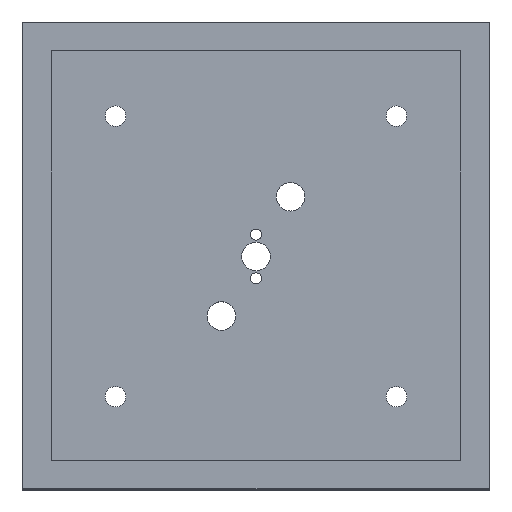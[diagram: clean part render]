
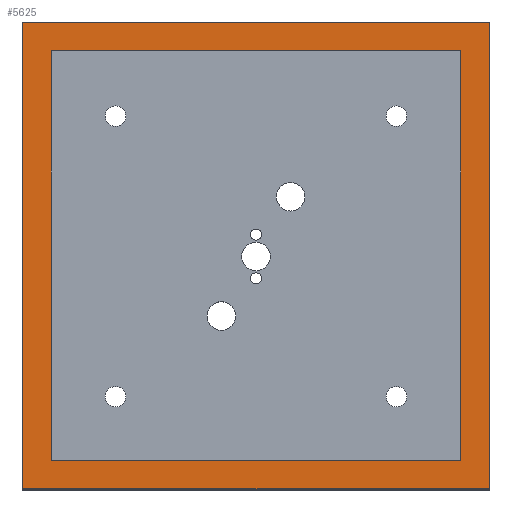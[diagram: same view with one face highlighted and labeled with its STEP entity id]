
A CAD part, top view. The second image highlights one B-rep face of the part: STEP entity #5625.
In plain terms, the highlighted planar face has unit normal (0, 0, 1).
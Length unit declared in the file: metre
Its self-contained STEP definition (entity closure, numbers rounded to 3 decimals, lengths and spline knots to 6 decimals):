
#359 = VERTEX_POINT ( 'NONE', #3051 ) ;
#446 = ORIENTED_EDGE ( 'NONE', *, *, #7106, .F. ) ;
#471 = EDGE_LOOP ( 'NONE', ( #3776, #7025, #1358, #4461 ) ) ;
#553 = ORIENTED_EDGE ( 'NONE', *, *, #1739, .F. ) ;
#660 = LINE ( 'NONE', #2867, #3288 ) ;
#754 = PLANE ( 'NONE',  #1812 ) ;
#820 = DIRECTION ( 'NONE',  ( 1., 0., 0. ) ) ;
#826 = CARTESIAN_POINT ( 'NONE',  ( 1.313315, 1.312, 2.997 ) ) ;
#955 = VECTOR ( 'NONE', #4848, 1. ) ;
#1188 = ORIENTED_EDGE ( 'NONE', *, *, #5684, .F. ) ;
#1309 = CARTESIAN_POINT ( 'NONE',  ( -1.313315, 1.312, 2.997 ) ) ;
#1358 = ORIENTED_EDGE ( 'NONE', *, *, #2342, .T. ) ;
#1509 = EDGE_CURVE ( 'NONE', #6700, #4346, #2506, .T. ) ;
#1556 = VECTOR ( 'NONE', #4410, 1. ) ;
#1739 = EDGE_CURVE ( 'NONE', #359, #6322, #660, .T. ) ;
#1796 = DIRECTION ( 'NONE',  ( 1., 0., 0. ) ) ;
#1812 = AXIS2_PLACEMENT_3D ( 'NONE', #4589, #5317, #1796 ) ;
#1882 = VECTOR ( 'NONE', #3549, 1. ) ;
#2097 = VECTOR ( 'NONE', #820, 1. ) ;
#2342 = EDGE_CURVE ( 'NONE', #4346, #6637, #7107, .T. ) ;
#2388 = CARTESIAN_POINT ( 'NONE',  ( -1.4985, 1.497, 2.997 ) ) ;
#2506 = LINE ( 'NONE', #6437, #955 ) ;
#2575 = VECTOR ( 'NONE', #5358, 1. ) ;
#2632 = VERTEX_POINT ( 'NONE', #3775 ) ;
#2665 = CARTESIAN_POINT ( 'NONE',  ( -1.313315, -1.312, 2.997 ) ) ;
#2766 = LINE ( 'NONE', #6215, #3523 ) ;
#2813 = EDGE_LOOP ( 'NONE', ( #1188, #4508, #553, #446 ) ) ;
#2867 = CARTESIAN_POINT ( 'NONE',  ( -1.313315, 1.312, 2.997 ) ) ;
#2963 = FACE_BOUND ( 'NONE', #2813, .T. ) ;
#3001 = FACE_OUTER_BOUND ( 'NONE', #471, .T. ) ;
#3051 = CARTESIAN_POINT ( 'NONE',  ( -1.313315, 1.312, 2.997 ) ) ;
#3288 = VECTOR ( 'NONE', #5115, 1. ) ;
#3360 = DIRECTION ( 'NONE',  ( 0., 1., 0. ) ) ;
#3523 = VECTOR ( 'NONE', #3360, 1. ) ;
#3549 = DIRECTION ( 'NONE',  ( -1., 0., 0. ) ) ;
#3676 = LINE ( 'NONE', #6053, #4855 ) ;
#3748 = EDGE_CURVE ( 'NONE', #6637, #2632, #6344, .T. ) ;
#3775 = CARTESIAN_POINT ( 'NONE',  ( 1.4985, -1.497, 2.997 ) ) ;
#3776 = ORIENTED_EDGE ( 'NONE', *, *, #4249, .T. ) ;
#3832 = CARTESIAN_POINT ( 'NONE',  ( 1.4985, 1.497, 2.997 ) ) ;
#4230 = DIRECTION ( 'NONE',  ( 0., 1., 0. ) ) ;
#4249 = EDGE_CURVE ( 'NONE', #2632, #6700, #2766, .T. ) ;
#4346 = VERTEX_POINT ( 'NONE', #2388 ) ;
#4410 = DIRECTION ( 'NONE',  ( 0., -1., 0. ) ) ;
#4461 = ORIENTED_EDGE ( 'NONE', *, *, #3748, .T. ) ;
#4508 = ORIENTED_EDGE ( 'NONE', *, *, #6939, .F. ) ;
#4589 = CARTESIAN_POINT ( 'NONE',  ( 0., 0., 2.997 ) ) ;
#4751 = CARTESIAN_POINT ( 'NONE',  ( -1.4985, -1.497, 2.997 ) ) ;
#4848 = DIRECTION ( 'NONE',  ( -1., 0., 0. ) ) ;
#4855 = VECTOR ( 'NONE', #4230, 1. ) ;
#5085 = CARTESIAN_POINT ( 'NONE',  ( -1.313315, -1.312, 2.997 ) ) ;
#5115 = DIRECTION ( 'NONE',  ( 0., -1., 0. ) ) ;
#5191 = CARTESIAN_POINT ( 'NONE',  ( 1.313315, -1.312, 2.997 ) ) ;
#5317 = DIRECTION ( 'NONE',  ( 0., 0., 1. ) ) ;
#5358 = DIRECTION ( 'NONE',  ( 1., 0., 0. ) ) ;
#5605 = VERTEX_POINT ( 'NONE', #826 ) ;
#5625 = ADVANCED_FACE ( 'NONE', ( #3001, #2963 ), #754, .T. ) ;
#5684 = EDGE_CURVE ( 'NONE', #6492, #5605, #3676, .T. ) ;
#5837 = CARTESIAN_POINT ( 'NONE',  ( -1.4985, -1.497, 2.997 ) ) ;
#5950 = CARTESIAN_POINT ( 'NONE',  ( -1.4985, 1.497, 2.997 ) ) ;
#6053 = CARTESIAN_POINT ( 'NONE',  ( 1.313315, 1.312, 2.997 ) ) ;
#6215 = CARTESIAN_POINT ( 'NONE',  ( 1.4985, 1.497, 2.997 ) ) ;
#6322 = VERTEX_POINT ( 'NONE', #5085 ) ;
#6340 = LINE ( 'NONE', #1309, #1882 ) ;
#6344 = LINE ( 'NONE', #5837, #2097 ) ;
#6437 = CARTESIAN_POINT ( 'NONE',  ( -1.4985, 1.497, 2.997 ) ) ;
#6492 = VERTEX_POINT ( 'NONE', #5191 ) ;
#6607 = LINE ( 'NONE', #2665, #2575 ) ;
#6637 = VERTEX_POINT ( 'NONE', #4751 ) ;
#6700 = VERTEX_POINT ( 'NONE', #3832 ) ;
#6939 = EDGE_CURVE ( 'NONE', #6322, #6492, #6607, .T. ) ;
#7025 = ORIENTED_EDGE ( 'NONE', *, *, #1509, .T. ) ;
#7106 = EDGE_CURVE ( 'NONE', #5605, #359, #6340, .T. ) ;
#7107 = LINE ( 'NONE', #5950, #1556 ) ;
